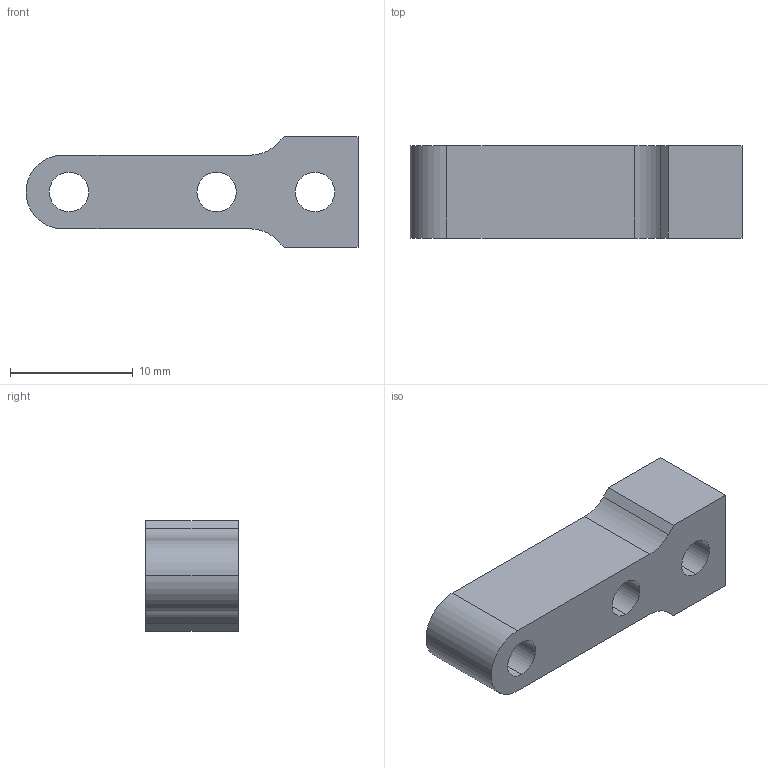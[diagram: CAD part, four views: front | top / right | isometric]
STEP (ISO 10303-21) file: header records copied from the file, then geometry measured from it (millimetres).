
FILE_DESCRIPTION (( 'STEP AP203' ), '1' );
FILE_NAME ('eye-frame-spacer.step', '2015-02-17T12:48:29', ( 'Cesar' ), ( '' ), 'SwSTEP 2.0', 'SolidWorks 2013', '' );
FILE_SCHEMA (( 'CONFIG_CONTROL_DESIGN' ));
Length unit declared in the file: millimetre
Products named in the file (1): eye-frame-spacer
Bounding box: 27 x 7.5 x 9 mm (x, y, z)
Volume: 1067.4 mm3; surface area: 1105.3 mm2
Topology: 1 solids, 1 shells, 30 faces, 81 edges, 54 vertices
Faces by surface type: plane 18, cylinder 12
Entity records: 1042 total; most frequent: DIRECTION 167, CARTESIAN_POINT 166, ORIENTED_EDGE 162, EDGE_CURVE 81, LINE 57, VECTOR 57, AXIS2_PLACEMENT_3D 55, VERTEX_POINT 54
